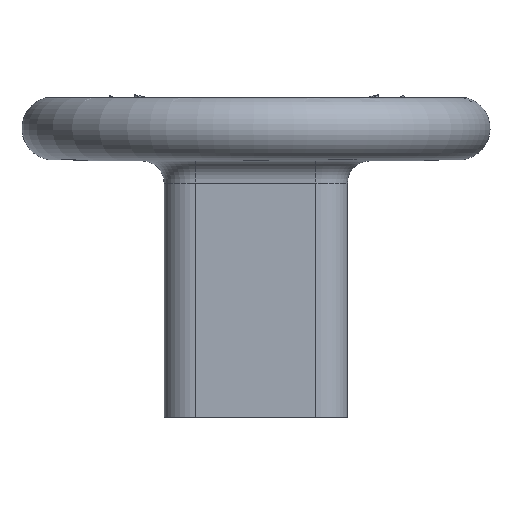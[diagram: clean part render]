
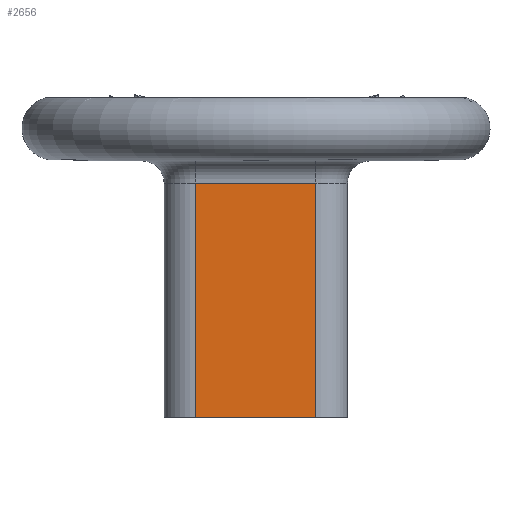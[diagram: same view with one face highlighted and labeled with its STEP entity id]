
A CAD part, front view. The second image highlights one B-rep face of the part: STEP entity #2656.
In plain terms, the highlighted face is planar.
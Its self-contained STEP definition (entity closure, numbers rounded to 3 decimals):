
#377=PLANE('',#2818);
#443=FACE_OUTER_BOUND('',#573,.T.);
#573=EDGE_LOOP('',(#1785,#1786,#1787,#1788));
#702=LINE('',#3263,#829);
#707=LINE('',#3293,#834);
#709=LINE('',#3299,#836);
#710=LINE('',#3300,#837);
#829=VECTOR('',#2923,10.);
#834=VECTOR('',#2960,10.);
#836=VECTOR('',#2966,10.);
#837=VECTOR('',#2967,10.);
#987=VERTEX_POINT('',#3253);
#989=VERTEX_POINT('',#3259);
#999=VERTEX_POINT('',#3292);
#1001=VERTEX_POINT('',#3298);
#1313=EDGE_CURVE('',#987,#989,#702,.T.);
#1328=EDGE_CURVE('',#989,#999,#707,.T.);
#1331=EDGE_CURVE('',#1001,#987,#709,.T.);
#1332=EDGE_CURVE('',#1001,#999,#710,.T.);
#1785=ORIENTED_EDGE('',*,*,#1313,.F.);
#1786=ORIENTED_EDGE('',*,*,#1331,.F.);
#1787=ORIENTED_EDGE('',*,*,#1332,.T.);
#1788=ORIENTED_EDGE('',*,*,#1328,.F.);
#2656=ADVANCED_FACE('',(#443),#377,.T.);
#2818=AXIS2_PLACEMENT_3D('',#3297,#2964,#2965);
#2923=DIRECTION('',(1.,0.,0.));
#2960=DIRECTION('',(0.,-1.,0.));
#2964=DIRECTION('center_axis',(0.,0.,
1.));
#2965=DIRECTION('ref_axis',(1.,0.,0.));
#2966=DIRECTION('',(0.,1.,0.));
#2967=DIRECTION('',(1.,0.,0.));
#3253=CARTESIAN_POINT('',(-1.906,8.408,2.885));
#3259=CARTESIAN_POINT('',(1.894,8.408,2.885));
#3263=CARTESIAN_POINT('',(0.,8.408,2.885));
#3292=CARTESIAN_POINT('',(1.894,1.,2.885));
#3293=CARTESIAN_POINT('',(1.894,1.,2.885));
#3297=CARTESIAN_POINT('Origin',(0.,4.117,2.885));
#3298=CARTESIAN_POINT('',(-1.906,1.,2.885));
#3299=CARTESIAN_POINT('',(-1.906,1.,2.885));
#3300=CARTESIAN_POINT('',(-2.906,1.,2.885));
